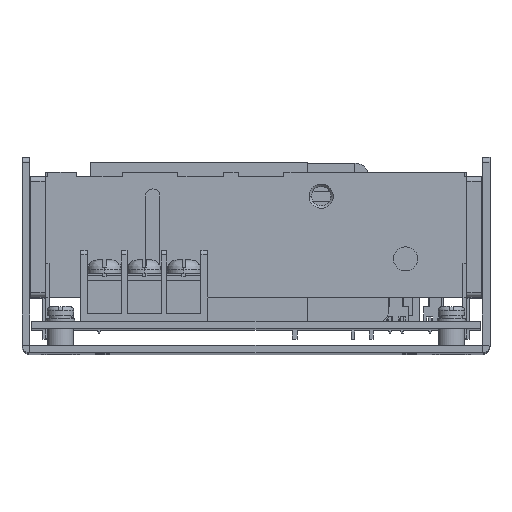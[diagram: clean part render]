
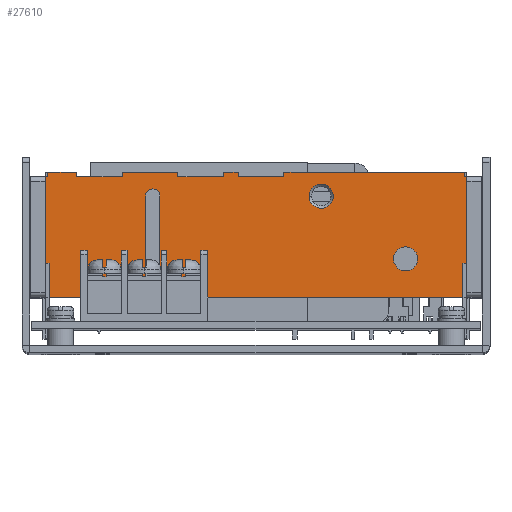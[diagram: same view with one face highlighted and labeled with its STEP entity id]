
A CAD part, top view. The second image highlights one B-rep face of the part: STEP entity #27610.
In plain terms, the highlighted planar face has unit normal (0, 0, 1).
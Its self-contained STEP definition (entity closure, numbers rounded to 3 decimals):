
#26529=DIRECTION('',(0.,-1.,0.));
#26530=VECTOR('',#26529,16.);
#26531=CARTESIAN_POINT('',(-22.9,21.,3.));
#26532=LINE('',#26531,#26530);
#26533=CARTESIAN_POINT('',(-21.4,5.,3.));
#26534=DIRECTION('',(0.,0.,-1.));
#26535=DIRECTION('',(1.,0.,0.));
#26536=AXIS2_PLACEMENT_3D('',#26533,#26534,#26535);
#26538=DIRECTION('',(0.,1.,0.));
#26539=VECTOR('',#26538,16.);
#26540=CARTESIAN_POINT('',(-19.9,5.,3.));
#26541=LINE('',#26540,#26539);
#26542=CARTESIAN_POINT('',(-21.4,21.,3.));
#26543=DIRECTION('',(0.,0.,-1.));
#26544=DIRECTION('',(-1.,0.,0.));
#26545=AXIS2_PLACEMENT_3D('',#26542,#26543,#26544);
#26547=CARTESIAN_POINT('',(31.,8.,3.));
#26548=DIRECTION('',(0.,0.,-1.));
#26549=DIRECTION('',(1.,0.,0.));
#26550=AXIS2_PLACEMENT_3D('',#26547,#26548,#26549);
#26552=CARTESIAN_POINT('',(31.,8.,3.));
#26553=DIRECTION('',(0.,0.,-1.));
#26554=DIRECTION('',(-1.,0.,0.));
#26555=AXIS2_PLACEMENT_3D('',#26552,#26553,#26554);
#26557=DIRECTION('',(0.,-1.,0.));
#26558=VECTOR('',#26557,1.);
#26559=CARTESIAN_POINT('',(43.2,26.,3.));
#26560=LINE('',#26559,#26558);
#26561=DIRECTION('',(-1.,0.,0.));
#26562=VECTOR('',#26561,0.5);
#26563=CARTESIAN_POINT('',(43.7,25.,3.));
#26564=LINE('',#26563,#26562);
#26565=DIRECTION('',(1.,0.,0.));
#26566=VECTOR('',#26565,87.4);
#26567=CARTESIAN_POINT('',(-43.7,0.,3.));
#26568=LINE('',#26567,#26566);
#26569=DIRECTION('',(0.,-1.,0.));
#26570=VECTOR('',#26569,25.);
#26571=CARTESIAN_POINT('',(-43.7,25.,3.));
#26572=LINE('',#26571,#26570);
#26573=DIRECTION('',(1.,0.,0.));
#26574=VECTOR('',#26573,0.5);
#26575=CARTESIAN_POINT('',(-43.7,25.,3.));
#26576=LINE('',#26575,#26574);
#26577=DIRECTION('',(0.,-1.,0.));
#26578=VECTOR('',#26577,1.);
#26579=CARTESIAN_POINT('',(-43.2,26.,3.));
#26580=LINE('',#26579,#26578);
#26581=DIRECTION('',(-1.,0.,0.));
#26582=VECTOR('',#26581,6.);
#26583=CARTESIAN_POINT('',(-37.2,26.,3.));
#26584=LINE('',#26583,#26582);
#26585=DIRECTION('',(0.,-1.,0.));
#26586=VECTOR('',#26585,1.);
#26587=CARTESIAN_POINT('',(-37.2,26.,3.));
#26588=LINE('',#26587,#26586);
#26589=DIRECTION('',(1.,0.,0.));
#26590=VECTOR('',#26589,9.5);
#26591=CARTESIAN_POINT('',(-37.2,25.,3.));
#26592=LINE('',#26591,#26590);
#26593=DIRECTION('',(0.,-1.,0.));
#26594=VECTOR('',#26593,1.);
#26595=CARTESIAN_POINT('',(-27.7,26.,3.));
#26596=LINE('',#26595,#26594);
#26597=DIRECTION('',(-1.,0.,0.));
#26598=VECTOR('',#26597,11.5);
#26599=CARTESIAN_POINT('',(-16.2,26.,3.));
#26600=LINE('',#26599,#26598);
#26601=DIRECTION('',(0.,-1.,0.));
#26602=VECTOR('',#26601,1.);
#26603=CARTESIAN_POINT('',(-16.2,26.,3.));
#26604=LINE('',#26603,#26602);
#26605=DIRECTION('',(1.,0.,0.));
#26606=VECTOR('',#26605,9.5);
#26607=CARTESIAN_POINT('',(-16.2,25.,3.));
#26608=LINE('',#26607,#26606);
#26609=DIRECTION('',(0.,-1.,0.));
#26610=VECTOR('',#26609,1.);
#26611=CARTESIAN_POINT('',(-6.7,26.,3.));
#26612=LINE('',#26611,#26610);
#26613=DIRECTION('',(-1.,0.,0.));
#26614=VECTOR('',#26613,3.);
#26615=CARTESIAN_POINT('',(-3.7,26.,3.));
#26616=LINE('',#26615,#26614);
#26617=DIRECTION('',(0.,-1.,0.));
#26618=VECTOR('',#26617,1.);
#26619=CARTESIAN_POINT('',(-3.7,26.,3.));
#26620=LINE('',#26619,#26618);
#26621=DIRECTION('',(1.,0.,0.));
#26622=VECTOR('',#26621,9.5);
#26623=CARTESIAN_POINT('',(-3.7,25.,3.));
#26624=LINE('',#26623,#26622);
#26625=DIRECTION('',(0.,-1.,0.));
#26626=VECTOR('',#26625,1.);
#26627=CARTESIAN_POINT('',(5.8,26.,3.));
#26628=LINE('',#26627,#26626);
#26629=DIRECTION('',(-1.,0.,0.));
#26630=VECTOR('',#26629,37.4);
#26631=CARTESIAN_POINT('',(43.2,26.,3.));
#26632=LINE('',#26631,#26630);
#26633=CARTESIAN_POINT('',(13.5,21.,3.));
#26634=DIRECTION('',(0.,0.,-1.));
#26635=DIRECTION('',(-1.,0.,0.));
#26636=AXIS2_PLACEMENT_3D('',#26633,#26634,#26635);
#26638=CARTESIAN_POINT('',(13.5,21.,3.));
#26639=DIRECTION('',(0.,0.,-1.));
#26640=DIRECTION('',(1.,0.,0.));
#26641=AXIS2_PLACEMENT_3D('',#26638,#26639,#26640);
#26809=DIRECTION('',(0.,1.,0.));
#26810=VECTOR('',#26809,25.);
#26811=CARTESIAN_POINT('',(43.7,0.,3.));
#26812=LINE('',#26811,#26810);
#27221=CARTESIAN_POINT('',(43.7,0.,3.));
#27222=VERTEX_POINT('',#27221);
#27227=CARTESIAN_POINT('',(-43.7,0.,3.));
#27228=VERTEX_POINT('',#27227);
#27269=CARTESIAN_POINT('',(33.5,8.,3.));
#27270=CARTESIAN_POINT('',(28.5,8.,3.));
#27271=VERTEX_POINT('',#27269);
#27272=VERTEX_POINT('',#27270);
#27273=CARTESIAN_POINT('',(-22.9,21.,3.));
#27274=CARTESIAN_POINT('',(-22.9,5.,3.));
#27275=VERTEX_POINT('',#27273);
#27276=VERTEX_POINT('',#27274);
#27277=CARTESIAN_POINT('',(-19.9,5.,3.));
#27278=VERTEX_POINT('',#27277);
#27279=CARTESIAN_POINT('',(-19.9,21.,3.));
#27280=VERTEX_POINT('',#27279);
#27321=CARTESIAN_POINT('',(43.2,26.,3.));
#27322=CARTESIAN_POINT('',(43.2,25.,3.));
#27323=VERTEX_POINT('',#27321);
#27324=VERTEX_POINT('',#27322);
#27325=CARTESIAN_POINT('',(43.7,25.,3.));
#27326=VERTEX_POINT('',#27325);
#27327=CARTESIAN_POINT('',(-3.7,26.,3.));
#27328=CARTESIAN_POINT('',(-3.7,25.,3.));
#27329=VERTEX_POINT('',#27327);
#27330=VERTEX_POINT('',#27328);
#27331=CARTESIAN_POINT('',(5.8,25.,3.));
#27332=VERTEX_POINT('',#27331);
#27333=CARTESIAN_POINT('',(5.8,26.,3.));
#27334=VERTEX_POINT('',#27333);
#27335=CARTESIAN_POINT('',(-16.2,26.,3.));
#27336=CARTESIAN_POINT('',(-16.2,25.,3.));
#27337=VERTEX_POINT('',#27335);
#27338=VERTEX_POINT('',#27336);
#27339=CARTESIAN_POINT('',(-6.7,25.,3.));
#27340=VERTEX_POINT('',#27339);
#27341=CARTESIAN_POINT('',(-6.7,26.,3.));
#27342=VERTEX_POINT('',#27341);
#27343=CARTESIAN_POINT('',(-37.2,26.,3.));
#27344=CARTESIAN_POINT('',(-37.2,25.,3.));
#27345=VERTEX_POINT('',#27343);
#27346=VERTEX_POINT('',#27344);
#27347=CARTESIAN_POINT('',(-27.7,25.,3.));
#27348=VERTEX_POINT('',#27347);
#27349=CARTESIAN_POINT('',(-27.7,26.,3.));
#27350=VERTEX_POINT('',#27349);
#27351=CARTESIAN_POINT('',(-43.7,25.,3.));
#27352=CARTESIAN_POINT('',(-43.2,25.,3.));
#27353=VERTEX_POINT('',#27351);
#27354=VERTEX_POINT('',#27352);
#27355=CARTESIAN_POINT('',(-43.2,26.,3.));
#27356=VERTEX_POINT('',#27355);
#27437=CARTESIAN_POINT('',(11.,21.,3.));
#27438=CARTESIAN_POINT('',(16.,21.,3.));
#27439=VERTEX_POINT('',#27437);
#27440=VERTEX_POINT('',#27438);
#27543=CARTESIAN_POINT('',(0.,0.,3.));
#27544=DIRECTION('',(0.,0.,1.));
#27545=DIRECTION('',(1.,0.,0.));
#27546=AXIS2_PLACEMENT_3D('',#27543,#27544,#27545);
#27547=PLANE('',#27546);
#27549=ORIENTED_EDGE('',*,*,#27548,.T.);
#27551=ORIENTED_EDGE('',*,*,#27550,.F.);
#27553=ORIENTED_EDGE('',*,*,#27552,.F.);
#27555=ORIENTED_EDGE('',*,*,#27554,.F.);
#27557=ORIENTED_EDGE('',*,*,#27556,.F.);
#27559=ORIENTED_EDGE('',*,*,#27558,.T.);
#27561=ORIENTED_EDGE('',*,*,#27560,.F.);
#27563=ORIENTED_EDGE('',*,*,#27562,.F.);
#27565=ORIENTED_EDGE('',*,*,#27564,.T.);
#27567=ORIENTED_EDGE('',*,*,#27566,.T.);
#27569=ORIENTED_EDGE('',*,*,#27568,.F.);
#27571=ORIENTED_EDGE('',*,*,#27570,.F.);
#27573=ORIENTED_EDGE('',*,*,#27572,.T.);
#27575=ORIENTED_EDGE('',*,*,#27574,.T.);
#27577=ORIENTED_EDGE('',*,*,#27576,.F.);
#27579=ORIENTED_EDGE('',*,*,#27578,.F.);
#27581=ORIENTED_EDGE('',*,*,#27580,.T.);
#27583=ORIENTED_EDGE('',*,*,#27582,.T.);
#27585=ORIENTED_EDGE('',*,*,#27584,.F.);
#27587=ORIENTED_EDGE('',*,*,#27586,.F.);
#27588=EDGE_LOOP('',(#27549,#27551,#27553,#27555,#27557,#27559,#27561,#27563,
#27565,#27567,#27569,#27571,#27573,#27575,#27577,#27579,#27581,#27583,#27585,
#27587));
#27589=FACE_OUTER_BOUND('',#27588,.F.);
#27590=ORIENTED_EDGE('',*,*,#27523,.F.);
#27591=ORIENTED_EDGE('',*,*,#27537,.F.);
#27592=EDGE_LOOP('',(#27590,#27591));
#27593=FACE_BOUND('',#27592,.F.);
#27595=ORIENTED_EDGE('',*,*,#27594,.T.);
#27597=ORIENTED_EDGE('',*,*,#27596,.F.);
#27599=ORIENTED_EDGE('',*,*,#27598,.T.);
#27601=ORIENTED_EDGE('',*,*,#27600,.F.);
#27602=EDGE_LOOP('',(#27595,#27597,#27599,#27601));
#27603=FACE_BOUND('',#27602,.F.);
#27605=ORIENTED_EDGE('',*,*,#27604,.F.);
#27607=ORIENTED_EDGE('',*,*,#27606,.F.);
#27608=EDGE_LOOP('',(#27605,#27607));
#27609=FACE_BOUND('',#27608,.F.);
#26537=CIRCLE('',#26536,1.5);
#26546=CIRCLE('',#26545,1.5);
#26551=CIRCLE('',#26550,2.5);
#26556=CIRCLE('',#26555,2.5);
#26637=CIRCLE('',#26636,2.5);
#26642=CIRCLE('',#26641,2.5);
#27523=EDGE_CURVE('',#27271,#27272,#26551,.T.);
#27537=EDGE_CURVE('',#27272,#27271,#26556,.T.);
#27548=EDGE_CURVE('',#27323,#27324,#26560,.T.);
#27550=EDGE_CURVE('',#27326,#27324,#26564,.T.);
#27552=EDGE_CURVE('',#27222,#27326,#26812,.T.);
#27554=EDGE_CURVE('',#27228,#27222,#26568,.T.);
#27556=EDGE_CURVE('',#27353,#27228,#26572,.T.);
#27558=EDGE_CURVE('',#27353,#27354,#26576,.T.);
#27560=EDGE_CURVE('',#27356,#27354,#26580,.T.);
#27562=EDGE_CURVE('',#27345,#27356,#26584,.T.);
#27564=EDGE_CURVE('',#27345,#27346,#26588,.T.);
#27566=EDGE_CURVE('',#27346,#27348,#26592,.T.);
#27568=EDGE_CURVE('',#27350,#27348,#26596,.T.);
#27570=EDGE_CURVE('',#27337,#27350,#26600,.T.);
#27572=EDGE_CURVE('',#27337,#27338,#26604,.T.);
#27574=EDGE_CURVE('',#27338,#27340,#26608,.T.);
#27576=EDGE_CURVE('',#27342,#27340,#26612,.T.);
#27578=EDGE_CURVE('',#27329,#27342,#26616,.T.);
#27580=EDGE_CURVE('',#27329,#27330,#26620,.T.);
#27582=EDGE_CURVE('',#27330,#27332,#26624,.T.);
#27584=EDGE_CURVE('',#27334,#27332,#26628,.T.);
#27586=EDGE_CURVE('',#27323,#27334,#26632,.T.);
#27594=EDGE_CURVE('',#27275,#27276,#26532,.T.);
#27596=EDGE_CURVE('',#27278,#27276,#26537,.T.);
#27598=EDGE_CURVE('',#27278,#27280,#26541,.T.);
#27600=EDGE_CURVE('',#27275,#27280,#26546,.T.);
#27604=EDGE_CURVE('',#27439,#27440,#26637,.T.);
#27606=EDGE_CURVE('',#27440,#27439,#26642,.T.);
#27610=ADVANCED_FACE('',(#27589,#27593,#27603,#27609),#27547,.T.);
